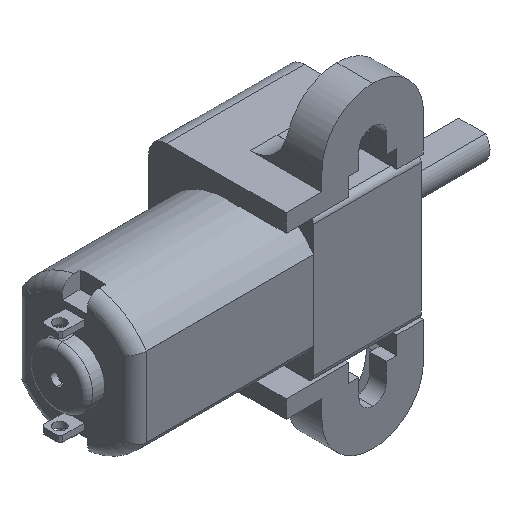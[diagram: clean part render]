
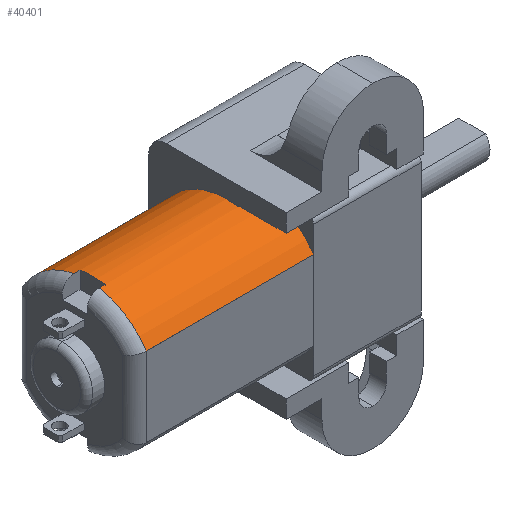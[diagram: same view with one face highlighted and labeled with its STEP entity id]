
A CAD part, isometric view. The second image highlights one B-rep face of the part: STEP entity #40401.
In plain terms, the highlighted cylindrical face has radius 6 mm (diameter 12 mm), a partial arc.
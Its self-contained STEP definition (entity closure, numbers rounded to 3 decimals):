
#1308 = DIRECTION ( 'NONE',  ( 1., 0., 0. ) ) ;
#1818 = LINE ( 'NONE', #28847, #42155 ) ;
#2257 = DIRECTION ( 'NONE',  ( -1., 0., 0. ) ) ;
#3193 = DIRECTION ( 'NONE',  ( 0., 0., -1. ) ) ;
#3672 = LINE ( 'NONE', #35656, #6385 ) ;
#4310 = CARTESIAN_POINT ( 'NONE',  ( -2.3, 5., 3.317 ) ) ;
#4439 = VERTEX_POINT ( 'NONE', #28958 ) ;
#4500 = DIRECTION ( 'NONE',  ( 0., 0., -1. ) ) ;
#5697 = VECTOR ( 'NONE', #43613, 1000. ) ;
#6178 = VERTEX_POINT ( 'NONE', #4310 ) ;
#6373 = CARTESIAN_POINT ( 'NONE',  ( -13.5, 1.05, 5.907 ) ) ;
#6385 = VECTOR ( 'NONE', #26892, 1000. ) ;
#6543 = EDGE_CURVE ( 'NONE', #8678, #45746, #21013, .T. ) ;
#6673 = ORIENTED_EDGE ( 'NONE', *, *, #12501, .T. ) ;
#8239 = EDGE_CURVE ( 'NONE', #39875, #8678, #17684, .T. ) ;
#8678 = VERTEX_POINT ( 'NONE', #18374 ) ;
#10328 = DIRECTION ( 'NONE',  ( 1., 0., 0. ) ) ;
#11606 = CARTESIAN_POINT ( 'NONE',  ( 0., -5., 3.317 ) ) ;
#12501 = EDGE_CURVE ( 'NONE', #39875, #4439, #47279, .T. ) ;
#12571 = LINE ( 'NONE', #13088, #5697 ) ;
#13088 = CARTESIAN_POINT ( 'NONE',  ( -15., 5., 3.317 ) ) ;
#14232 = CARTESIAN_POINT ( 'NONE',  ( -14., -1.05, 5.907 ) ) ;
#14454 = CARTESIAN_POINT ( 'NONE',  ( 0., 0., 0. ) ) ;
#15099 = ORIENTED_EDGE ( 'NONE', *, *, #33234, .F. ) ;
#15118 = CIRCLE ( 'NONE', #21482, 6. ) ;
#16908 = DIRECTION ( 'NONE',  ( 1., 0., 0. ) ) ;
#17067 = VERTEX_POINT ( 'NONE', #39195 ) ;
#17521 = VERTEX_POINT ( 'NONE', #11606 ) ;
#17684 = LINE ( 'NONE', #32552, #22740 ) ;
#17818 = EDGE_CURVE ( 'NONE', #4439, #17521, #3672, .T. ) ;
#18104 = EDGE_CURVE ( 'NONE', #17067, #42573, #37878, .T. ) ;
#18374 = CARTESIAN_POINT ( 'NONE',  ( -13.5, -1.05, 5.907 ) ) ;
#19787 = LINE ( 'NONE', #32124, #46431 ) ;
#19981 = EDGE_LOOP ( 'NONE', ( #33279, #36643, #37583, #44985, #35968, #43930, #6673, #38745, #27959, #15099 ) ) ;
#21013 = CIRCLE ( 'NONE', #40400, 6. ) ;
#21482 = AXIS2_PLACEMENT_3D ( 'NONE', #33969, #22841, #38507 ) ;
#21845 = AXIS2_PLACEMENT_3D ( 'NONE', #14454, #2257, #25230 ) ;
#22740 = VECTOR ( 'NONE', #10328, 1000. ) ;
#22841 = DIRECTION ( 'NONE',  ( 1., 0., 0. ) ) ;
#23194 = DIRECTION ( 'NONE',  ( -1., 0., 0. ) ) ;
#23500 = EDGE_CURVE ( 'NONE', #17521, #47630, #27442, .T. ) ;
#23715 = DIRECTION ( 'NONE',  ( 0., 0., -1. ) ) ;
#25230 = DIRECTION ( 'NONE',  ( 0., 0., 1. ) ) ;
#25450 = AXIS2_PLACEMENT_3D ( 'NONE', #33770, #34280, #3193 ) ;
#25720 = AXIS2_PLACEMENT_3D ( 'NONE', #27751, #43171, #23715 ) ;
#26892 = DIRECTION ( 'NONE',  ( 1., 0., 0. ) ) ;
#27442 = CIRCLE ( 'NONE', #21845, 6. ) ;
#27751 = CARTESIAN_POINT ( 'NONE',  ( -14., 0., 0. ) ) ;
#27959 = ORIENTED_EDGE ( 'NONE', *, *, #23500, .T. ) ;
#28311 = CARTESIAN_POINT ( 'NONE',  ( -2.3, -1., 5.916 ) ) ;
#28456 = CYLINDRICAL_SURFACE ( 'NONE', #42663, 6. ) ;
#28715 = DIRECTION ( 'NONE',  ( 0., 0., -1. ) ) ;
#28847 = CARTESIAN_POINT ( 'NONE',  ( -15., -1., 5.916 ) ) ;
#28958 = CARTESIAN_POINT ( 'NONE',  ( -14., -5., 3.317 ) ) ;
#32124 = CARTESIAN_POINT ( 'NONE',  ( -15., 1.05, 5.907 ) ) ;
#32552 = CARTESIAN_POINT ( 'NONE',  ( -15., -1.05, 5.907 ) ) ;
#33234 = EDGE_CURVE ( 'NONE', #38957, #47630, #1818, .T. ) ;
#33279 = ORIENTED_EDGE ( 'NONE', *, *, #38542, .F. ) ;
#33770 = CARTESIAN_POINT ( 'NONE',  ( -14., 0., 0. ) ) ;
#33969 = CARTESIAN_POINT ( 'NONE',  ( -2.3, 0., 0. ) ) ;
#34280 = DIRECTION ( 'NONE',  ( 1., 0., 0. ) ) ;
#35656 = CARTESIAN_POINT ( 'NONE',  ( -15., -5., 3.317 ) ) ;
#35968 = ORIENTED_EDGE ( 'NONE', *, *, #6543, .F. ) ;
#36643 = ORIENTED_EDGE ( 'NONE', *, *, #42679, .F. ) ;
#37583 = ORIENTED_EDGE ( 'NONE', *, *, #18104, .T. ) ;
#37878 = CIRCLE ( 'NONE', #25720, 6. ) ;
#38507 = DIRECTION ( 'NONE',  ( 0., 0., 1. ) ) ;
#38542 = EDGE_CURVE ( 'NONE', #6178, #38957, #15118, .T. ) ;
#38745 = ORIENTED_EDGE ( 'NONE', *, *, #17818, .T. ) ;
#38957 = VERTEX_POINT ( 'NONE', #28311 ) ;
#39195 = CARTESIAN_POINT ( 'NONE',  ( -14., 5., 3.317 ) ) ;
#39372 = CARTESIAN_POINT ( 'NONE',  ( -13.5, 0., 0. ) ) ;
#39875 = VERTEX_POINT ( 'NONE', #14232 ) ;
#40400 = AXIS2_PLACEMENT_3D ( 'NONE', #39372, #23194, #4500 ) ;
#40401 = ADVANCED_FACE ( 'NONE', ( #47676 ), #28456, .T. ) ;
#42155 = VECTOR ( 'NONE', #1308, 1000. ) ;
#42573 = VERTEX_POINT ( 'NONE', #44839 ) ;
#42663 = AXIS2_PLACEMENT_3D ( 'NONE', #44138, #16908, #28715 ) ;
#42679 = EDGE_CURVE ( 'NONE', #17067, #6178, #12571, .T. ) ;
#42747 = DIRECTION ( 'NONE',  ( -1., 0., 0. ) ) ;
#43171 = DIRECTION ( 'NONE',  ( 1., 0., 0. ) ) ;
#43613 = DIRECTION ( 'NONE',  ( 1., 0., 0. ) ) ;
#43930 = ORIENTED_EDGE ( 'NONE', *, *, #8239, .F. ) ;
#44138 = CARTESIAN_POINT ( 'NONE',  ( -15., 0., 0. ) ) ;
#44839 = CARTESIAN_POINT ( 'NONE',  ( -14., 1.05, 5.907 ) ) ;
#44985 = ORIENTED_EDGE ( 'NONE', *, *, #47892, .F. ) ;
#45746 = VERTEX_POINT ( 'NONE', #6373 ) ;
#46431 = VECTOR ( 'NONE', #42747, 1000. ) ;
#47106 = CARTESIAN_POINT ( 'NONE',  ( 0., -1., 5.916 ) ) ;
#47279 = CIRCLE ( 'NONE', #25450, 6. ) ;
#47630 = VERTEX_POINT ( 'NONE', #47106 ) ;
#47676 = FACE_OUTER_BOUND ( 'NONE', #19981, .T. ) ;
#47892 = EDGE_CURVE ( 'NONE', #45746, #42573, #19787, .T. ) ;
